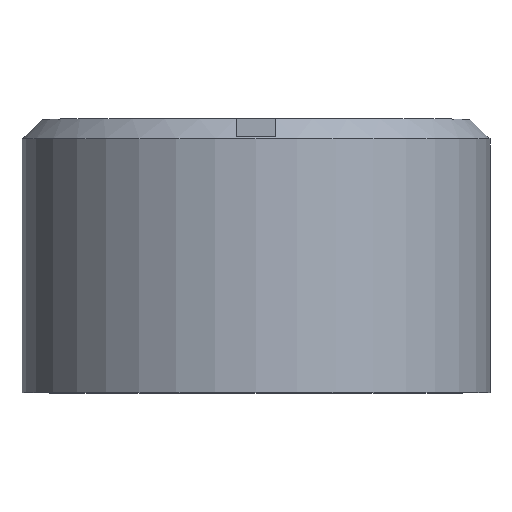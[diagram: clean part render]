
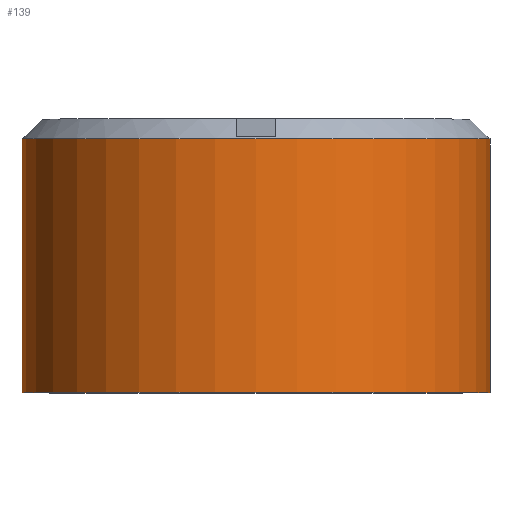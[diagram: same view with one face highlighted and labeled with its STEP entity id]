
A CAD part, top view. The second image highlights one B-rep face of the part: STEP entity #139.
In plain terms, the highlighted cylindrical face has radius 2.997 mm (diameter 5.994 mm), a full revolution.
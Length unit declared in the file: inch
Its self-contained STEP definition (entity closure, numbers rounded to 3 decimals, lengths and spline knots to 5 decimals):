
#13=CYLINDRICAL_SURFACE($,#154,0.118);
#16=FACE_BOUND($,#43,.T.);
#22=CIRCLE($,#152,0.118);
#24=CIRCLE($,#155,0.118);
#32=FACE_OUTER_BOUND($,#42,.T.);
#42=EDGE_LOOP($,(#117));
#43=EDGE_LOOP($,(#118));
#76=VERTEX_POINT($,#230);
#77=VERTEX_POINT($,#234);
#91=EDGE_CURVE($,#76,#76,#22,.T.);
#93=EDGE_CURVE($,#77,#77,#24,.T.);
#117=ORIENTED_EDGE($,*,*,#91,.F.);
#118=ORIENTED_EDGE($,*,*,#93,.T.);
#139=ADVANCED_FACE($,(#32,#16),#13,.T.);
#152=AXIS2_PLACEMENT_3D($,#231,#183,#184);
#154=AXIS2_PLACEMENT_3D($,#233,#187,#188);
#155=AXIS2_PLACEMENT_3D($,#235,#189,#190);
#183=DIRECTION('center_axis',(0.,1.,0.));
#184=DIRECTION('ref_axis',(0.,0.,1.));
#187=DIRECTION('center_axis',(0.,1.,0.));
#188=DIRECTION('ref_axis',(0.,0.,1.));
#189=DIRECTION('center_axis',(0.,1.,0.));
#190=DIRECTION('ref_axis',(0.,0.,1.));
#230=CARTESIAN_POINT('',(0.,0.128,0.118));
#231=CARTESIAN_POINT('Origin',(0.,0.128,0.));
#233=CARTESIAN_POINT('Origin',(0.,0.064,0.));
#234=CARTESIAN_POINT('',(0.,0.,0.118));
#235=CARTESIAN_POINT('Origin',(0.,0.,0.));
